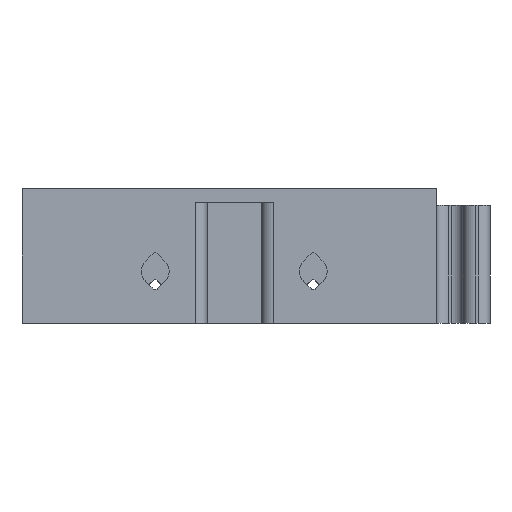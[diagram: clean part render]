
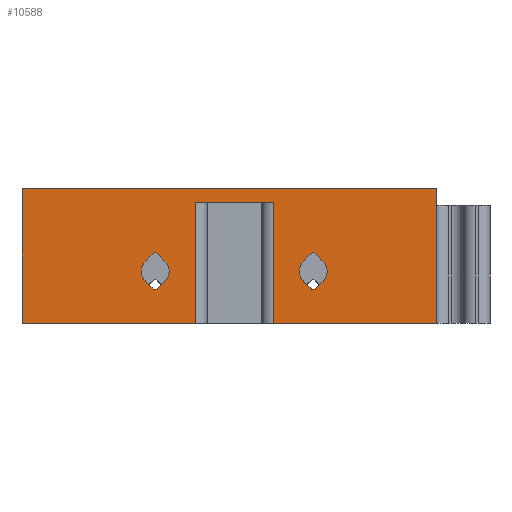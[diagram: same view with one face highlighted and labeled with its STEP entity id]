
A CAD part, front view. The second image highlights one B-rep face of the part: STEP entity #10588.
In plain terms, the highlighted planar face has unit normal (0, -1, 0).
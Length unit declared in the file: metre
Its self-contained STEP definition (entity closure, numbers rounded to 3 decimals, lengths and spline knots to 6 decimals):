
#314=CIRCLE('',#11225,0.0004);
#315=CIRCLE('',#11226,0.002075);
#316=CIRCLE('',#11227,0.0004);
#317=CIRCLE('',#11228,0.002075);
#318=CIRCLE('',#11229,0.0004);
#319=CIRCLE('',#11230,0.002075);
#320=CIRCLE('',#11231,0.0004);
#321=CIRCLE('',#11232,0.002075);
#1372=ORIENTED_EDGE('',*,*,#4537,.F.);
#1373=ORIENTED_EDGE('',*,*,#4538,.F.);
#1374=ORIENTED_EDGE('',*,*,#4539,.T.);
#1375=ORIENTED_EDGE('',*,*,#4540,.F.);
#1376=ORIENTED_EDGE('',*,*,#4541,.T.);
#1377=ORIENTED_EDGE('',*,*,#4542,.F.);
#1378=ORIENTED_EDGE('',*,*,#4543,.F.);
#1379=ORIENTED_EDGE('',*,*,#4544,.F.);
#1380=ORIENTED_EDGE('',*,*,#4545,.F.);
#1381=ORIENTED_EDGE('',*,*,#4546,.F.);
#1382=ORIENTED_EDGE('',*,*,#4547,.T.);
#1383=ORIENTED_EDGE('',*,*,#4548,.F.);
#1384=ORIENTED_EDGE('',*,*,#4549,.T.);
#1385=ORIENTED_EDGE('',*,*,#4550,.F.);
#1386=ORIENTED_EDGE('',*,*,#4551,.F.);
#1387=ORIENTED_EDGE('',*,*,#4552,.F.);
#1388=ORIENTED_EDGE('',*,*,#4413,.T.);
#1389=ORIENTED_EDGE('',*,*,#4553,.T.);
#1390=ORIENTED_EDGE('',*,*,#4511,.F.);
#1391=ORIENTED_EDGE('',*,*,#4554,.F.);
#1392=ORIENTED_EDGE('',*,*,#4555,.F.);
#1393=ORIENTED_EDGE('',*,*,#4556,.T.);
#1394=ORIENTED_EDGE('',*,*,#4495,.F.);
#1395=ORIENTED_EDGE('',*,*,#4557,.T.);
#4413=EDGE_CURVE('',#6023,#6022,#7133,.F.);
#4495=EDGE_CURVE('',#6104,#6105,#7175,.F.);
#4511=EDGE_CURVE('',#6120,#6121,#7183,.F.);
#4537=EDGE_CURVE('',#6144,#6145,#7199,.T.);
#4538=EDGE_CURVE('',#6146,#6144,#314,.T.);
#4539=EDGE_CURVE('',#6146,#6147,#7200,.T.);
#4540=EDGE_CURVE('',#6148,#6147,#315,.T.);
#4541=EDGE_CURVE('',#6148,#6149,#7201,.T.);
#4542=EDGE_CURVE('',#6150,#6149,#316,.T.);
#4543=EDGE_CURVE('',#6151,#6150,#7202,.T.);
#4544=EDGE_CURVE('',#6145,#6151,#317,.T.);
#4545=EDGE_CURVE('',#6152,#6153,#7203,.T.);
#4546=EDGE_CURVE('',#6154,#6152,#318,.T.);
#4547=EDGE_CURVE('',#6154,#6155,#7204,.T.);
#4548=EDGE_CURVE('',#6156,#6155,#319,.T.);
#4549=EDGE_CURVE('',#6156,#6157,#7205,.T.);
#4550=EDGE_CURVE('',#6158,#6157,#320,.T.);
#4551=EDGE_CURVE('',#6159,#6158,#7206,.T.);
#4552=EDGE_CURVE('',#6153,#6159,#321,.T.);
#4553=EDGE_CURVE('',#6022,#6121,#7207,.T.);
#4554=EDGE_CURVE('',#6160,#6120,#7208,.T.);
#4555=EDGE_CURVE('',#6161,#6160,#7209,.F.);
#4556=EDGE_CURVE('',#6161,#6105,#7210,.F.);
#4557=EDGE_CURVE('',#6104,#6023,#7211,.T.);
#6022=VERTEX_POINT('',#15083);
#6023=VERTEX_POINT('',#15085);
#6104=VERTEX_POINT('',#15296);
#6105=VERTEX_POINT('',#15298);
#6120=VERTEX_POINT('',#15328);
#6121=VERTEX_POINT('',#15330);
#6144=VERTEX_POINT('',#15381);
#6145=VERTEX_POINT('',#15382);
#6146=VERTEX_POINT('',#15384);
#6147=VERTEX_POINT('',#15386);
#6148=VERTEX_POINT('',#15388);
#6149=VERTEX_POINT('',#15390);
#6150=VERTEX_POINT('',#15392);
#6151=VERTEX_POINT('',#15394);
#6152=VERTEX_POINT('',#15397);
#6153=VERTEX_POINT('',#15398);
#6154=VERTEX_POINT('',#15400);
#6155=VERTEX_POINT('',#15402);
#6156=VERTEX_POINT('',#15404);
#6157=VERTEX_POINT('',#15406);
#6158=VERTEX_POINT('',#15408);
#6159=VERTEX_POINT('',#15410);
#6160=VERTEX_POINT('',#15414);
#6161=VERTEX_POINT('',#15416);
#7133=LINE('',#15084,#8141);
#7175=LINE('',#15297,#8183);
#7183=LINE('',#15329,#8191);
#7199=LINE('',#15380,#8207);
#7200=LINE('',#15385,#8208);
#7201=LINE('',#15389,#8209);
#7202=LINE('',#15393,#8210);
#7203=LINE('',#15396,#8211);
#7204=LINE('',#15401,#8212);
#7205=LINE('',#15405,#8213);
#7206=LINE('',#15409,#8214);
#7207=LINE('',#15412,#8215);
#7208=LINE('',#15413,#8216);
#7209=LINE('',#15415,#8217);
#7210=LINE('',#15417,#8218);
#7211=LINE('',#15418,#8219);
#8141=VECTOR('',#12110,1.);
#8183=VECTOR('',#12186,1.);
#8191=VECTOR('',#12210,1.);
#8207=VECTOR('',#12250,1.);
#8208=VECTOR('',#12253,1.);
#8209=VECTOR('',#12256,1.);
#8210=VECTOR('',#12259,1.);
#8211=VECTOR('',#12262,1.);
#8212=VECTOR('',#12265,1.);
#8213=VECTOR('',#12268,1.);
#8214=VECTOR('',#12271,1.);
#8215=VECTOR('',#12274,1.);
#8216=VECTOR('',#12275,1.);
#8217=VECTOR('',#12276,1.);
#8218=VECTOR('',#12277,1.);
#8219=VECTOR('',#12278,1.);
#9109=EDGE_LOOP('',(#1372,#1373,#1374,#1375,#1376,#1377,#1378,#1379));
#9110=EDGE_LOOP('',(#1380,#1381,#1382,#1383,#1384,#1385,#1386,#1387));
#9111=EDGE_LOOP('',(#1388,#1389,#1390,#1391,#1392,#1393,#1394,#1395));
#9709=FACE_BOUND('',#9109,.T.);
#9710=FACE_BOUND('',#9110,.T.);
#9711=FACE_BOUND('',#9111,.T.);
#10276=PLANE('',#11224);
#10588=ADVANCED_FACE('',(#9709,#9710,#9711),#10276,.T.);
#11224=AXIS2_PLACEMENT_3D('',#15379,#12248,#12249);
#11225=AXIS2_PLACEMENT_3D('',#15383,#12251,#12252);
#11226=AXIS2_PLACEMENT_3D('',#15387,#12254,#12255);
#11227=AXIS2_PLACEMENT_3D('',#15391,#12257,#12258);
#11228=AXIS2_PLACEMENT_3D('',#15395,#12260,#12261);
#11229=AXIS2_PLACEMENT_3D('',#15399,#12263,#12264);
#11230=AXIS2_PLACEMENT_3D('',#15403,#12266,#12267);
#11231=AXIS2_PLACEMENT_3D('',#15407,#12269,#12270);
#11232=AXIS2_PLACEMENT_3D('',#15411,#12272,#12273);
#12110=DIRECTION('',(1.,0.,0.));
#12186=DIRECTION('',(1.,0.,0.));
#12210=DIRECTION('',(1.,0.,0.));
#12248=DIRECTION('',(0.,-1.,0.));
#12249=DIRECTION('',(1.,0.,0.));
#12250=DIRECTION('',(0.707,0.,0.707));
#12251=DIRECTION('',(0.,-1.,0.));
#12252=DIRECTION('',(1.,0.,0.));
#12253=DIRECTION('',(-0.707,0.,0.707));
#12254=DIRECTION('',(0.,-1.,0.));
#12255=DIRECTION('',(1.,0.,0.));
#12256=DIRECTION('',(0.707,0.,0.707));
#12257=DIRECTION('',(0.,-1.,0.));
#12258=DIRECTION('',(1.,0.,0.));
#12259=DIRECTION('',(-0.707,0.,0.707));
#12260=DIRECTION('',(0.,-1.,0.));
#12261=DIRECTION('',(1.,0.,0.));
#12262=DIRECTION('',(0.707,0.,0.707));
#12263=DIRECTION('',(0.,-1.,0.));
#12264=DIRECTION('',(1.,0.,0.));
#12265=DIRECTION('',(-0.707,0.,0.707));
#12266=DIRECTION('',(0.,-1.,0.));
#12267=DIRECTION('',(1.,0.,0.));
#12268=DIRECTION('',(0.707,0.,0.707));
#12269=DIRECTION('',(0.,-1.,0.));
#12270=DIRECTION('',(1.,0.,0.));
#12271=DIRECTION('',(-0.707,0.,0.707));
#12272=DIRECTION('',(0.,-1.,0.));
#12273=DIRECTION('',(1.,0.,0.));
#12274=DIRECTION('',(0.,0.,-1.));
#12275=DIRECTION('',(0.,0.,-1.));
#12276=DIRECTION('',(1.,0.,0.));
#12277=DIRECTION('',(0.,0.,1.));
#12278=DIRECTION('',(0.,0.,1.));
#15083=CARTESIAN_POINT('',(0.5085,0.810025,0.38));
#15084=CARTESIAN_POINT('',(0.497889,0.810025,0.38));
#15085=CARTESIAN_POINT('',(0.57,0.810025,0.38));
#15296=CARTESIAN_POINT('',(0.57,0.810025,0.36));
#15297=CARTESIAN_POINT('',(0.497889,0.810025,0.36));
#15298=CARTESIAN_POINT('',(0.545778,0.810025,0.36));
#15328=CARTESIAN_POINT('',(0.534222,0.810025,0.36));
#15329=CARTESIAN_POINT('',(0.497889,0.810025,0.36));
#15330=CARTESIAN_POINT('',(0.5085,0.810025,0.36));
#15379=CARTESIAN_POINT('',(0.497889,0.810025,0.38));
#15380=CARTESIAN_POINT('',(0.520678,0.810025,0.357211));
#15381=CARTESIAN_POINT('',(0.528549,0.810025,0.365082));
#15382=CARTESIAN_POINT('',(0.529734,0.810025,0.366266));
#15383=CARTESIAN_POINT('',(0.528267,0.810025,0.365365));
#15384=CARTESIAN_POINT('',(0.527984,0.810025,0.365082));
#15385=CARTESIAN_POINT('',(0.505477,0.810025,0.387588));
#15386=CARTESIAN_POINT('',(0.526799,0.810025,0.366266));
#15387=CARTESIAN_POINT('',(0.528267,0.810025,0.367733));
#15388=CARTESIAN_POINT('',(0.526799,0.810025,0.369201));
#15389=CARTESIAN_POINT('',(0.517744,0.810025,0.360145));
#15390=CARTESIAN_POINT('',(0.527984,0.810025,0.370385));
#15391=CARTESIAN_POINT('',(0.528267,0.810025,0.370102));
#15392=CARTESIAN_POINT('',(0.528549,0.810025,0.370385));
#15393=CARTESIAN_POINT('',(0.508412,0.810025,0.390523));
#15394=CARTESIAN_POINT('',(0.529734,0.810025,0.369201));
#15395=CARTESIAN_POINT('',(0.528267,0.810025,0.367733));
#15396=CARTESIAN_POINT('',(0.532412,0.810025,0.345477));
#15397=CARTESIAN_POINT('',(0.552016,0.810025,0.365082));
#15398=CARTESIAN_POINT('',(0.553201,0.810025,0.366266));
#15399=CARTESIAN_POINT('',(0.551733,0.810025,0.365365));
#15400=CARTESIAN_POINT('',(0.551451,0.810025,0.365082));
#15401=CARTESIAN_POINT('',(0.517211,0.810025,0.399322));
#15402=CARTESIAN_POINT('',(0.550266,0.810025,0.366266));
#15403=CARTESIAN_POINT('',(0.551733,0.810025,0.367733));
#15404=CARTESIAN_POINT('',(0.550266,0.810025,0.369201));
#15405=CARTESIAN_POINT('',(0.529477,0.810025,0.348412));
#15406=CARTESIAN_POINT('',(0.551451,0.810025,0.370385));
#15407=CARTESIAN_POINT('',(0.551733,0.810025,0.370102));
#15408=CARTESIAN_POINT('',(0.552016,0.810025,0.370385));
#15409=CARTESIAN_POINT('',(0.520145,0.810025,0.402256));
#15410=CARTESIAN_POINT('',(0.553201,0.810025,0.369201));
#15411=CARTESIAN_POINT('',(0.551733,0.810025,0.367733));
#15412=CARTESIAN_POINT('',(0.5085,0.810025,0.38));
#15413=CARTESIAN_POINT('',(0.534222,0.810025,0.38));
#15414=CARTESIAN_POINT('',(0.534222,0.810025,0.378));
#15415=CARTESIAN_POINT('',(0.497889,0.810025,0.378));
#15416=CARTESIAN_POINT('',(0.545778,0.810025,0.378));
#15417=CARTESIAN_POINT('',(0.545778,0.810025,0.38));
#15418=CARTESIAN_POINT('',(0.57,0.810025,0.38));
